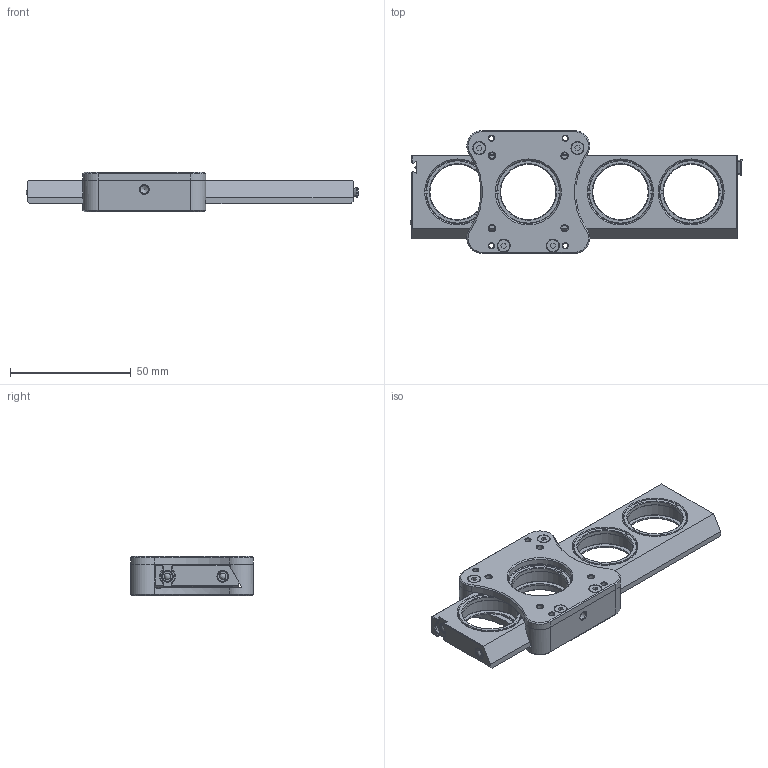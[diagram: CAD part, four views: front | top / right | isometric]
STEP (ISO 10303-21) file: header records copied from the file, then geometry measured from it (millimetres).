
FILE_DESCRIPTION (( 'STEP AP203' ), '1' );
FILE_NAME ('530143.STEP', '2025-05-07T03:52:22', ( 'Windows User' ), ( 'P R C' ), 'SwSTEP 2.0', 'SolidWorks 2020', '' );
FILE_SCHEMA (( 'CONFIG_CONTROL_DESIGN' ));
Length unit declared in the file: millimetre
Products named in the file (1): 530143
Bounding box: 137.24 x 50.8 x 16.26 mm (x, y, z)
Volume: 40055.4 mm3; surface area: 28411.1 mm2
Topology: 21 solids, 21 shells, 619 faces, 1468 edges, 930 vertices
Faces by surface type: plane 315, cone 145, cylinder 117, bspline 42
Full cylindrical faces by diameter (mm): 2.05 x8, 2.5 x12, 2.9 x8, 3 x1, 3.048 x3, 3.202 x3, 3.3 x5, 3.988 x4, 4 x8, 4.572 x4, 4.796 x4, 5 x4, 22.9 x4, 24 x4, 26.289 x10, 27.289 x4
Entity records: 18376 total; most frequent: CARTESIAN_POINT 5204, DIRECTION 2612, ORIENTED_EDGE 2460, EDGE_CURVE 1230, AXIS2_PLACEMENT_3D 980, EDGE_LOOP 906, VERTEX_POINT 872, FACE_OUTER_BOUND 716
